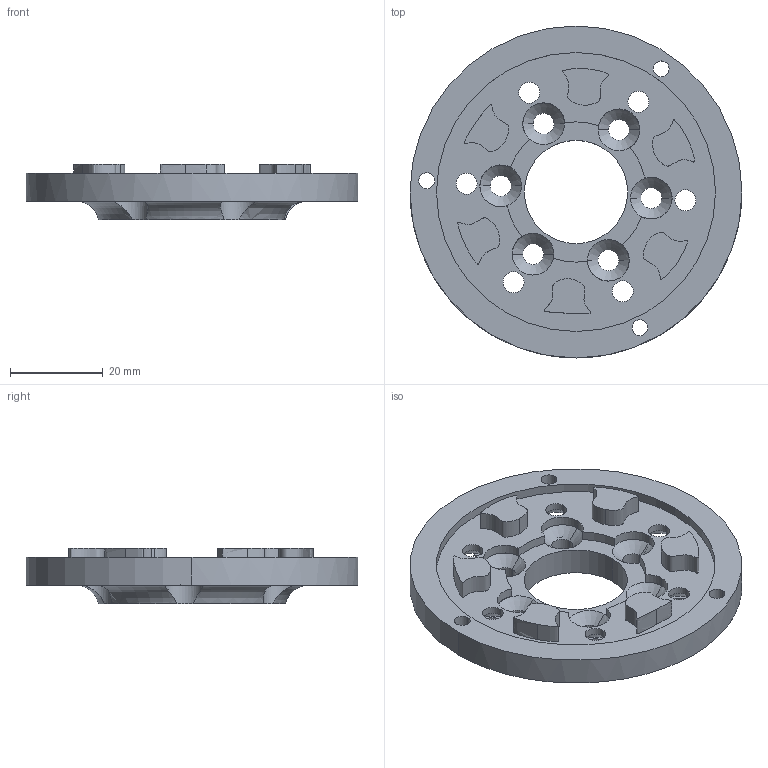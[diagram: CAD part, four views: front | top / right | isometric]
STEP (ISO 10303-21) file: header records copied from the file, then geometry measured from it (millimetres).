
FILE_DESCRIPTION (( 'STEP AP214' ), '1' );
FILE_NAME ('adaptateur_eovan_OK-5ter.STEP', '2023-05-24T13:24:57', ( '' ), ( '' ), 'SwSTEP 2.0', 'SolidWorks 2022', '' );
FILE_SCHEMA (( 'AUTOMOTIVE_DESIGN' ));
Length unit declared in the file: centimetre
Products named in the file (1): adaptateur_eovan_OK-5ter
Bounding box: 71.4 x 71.4 x 12 mm (x, y, z)
Volume: 19152.3 mm3; surface area: 11328.8 mm2
Topology: 1 solids, 1 shells, 125 faces, 318 edges, 198 vertices
Faces by surface type: cylinder 60, cone 30, plane 17, bspline 12, torus 6
Entity records: 4518 total; most frequent: CARTESIAN_POINT 1354, DIRECTION 692, ORIENTED_EDGE 636, EDGE_CURVE 318, AXIS2_PLACEMENT_3D 298, VERTEX_POINT 198, CIRCLE 184, EDGE_LOOP 160
